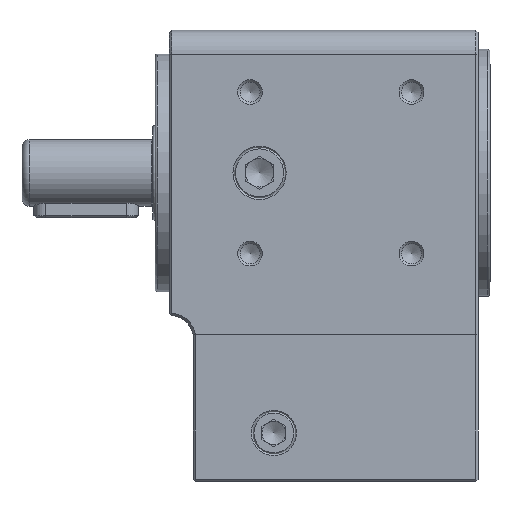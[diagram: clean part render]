
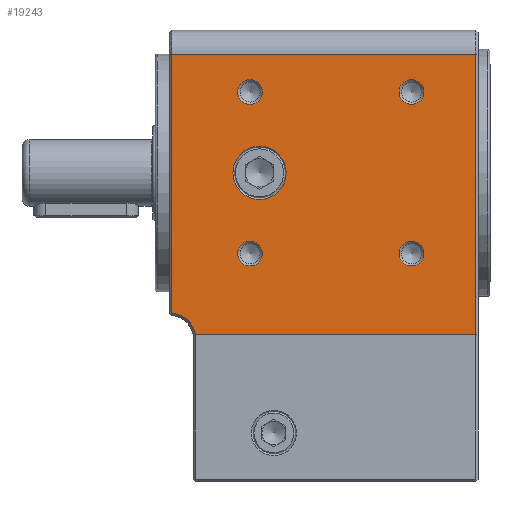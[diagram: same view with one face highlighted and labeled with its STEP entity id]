
A CAD part, left-side view. The second image highlights one B-rep face of the part: STEP entity #19243.
In plain terms, the highlighted planar face has unit normal (-1, 0, 0).
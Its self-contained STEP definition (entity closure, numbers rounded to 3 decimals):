
#26 = AXIS2_PLACEMENT_3D ( 'NONE', #7386, #7374, #7334 ) ;
#78 = AXIS2_PLACEMENT_3D ( 'NONE', #27873, #27869, #27840 ) ;
#3044 = DIRECTION ( 'NONE',  ( 0., -1., 0. ) ) ;
#3067 = CARTESIAN_POINT ( 'NONE',  ( -30., 60., -34. ) ) ;
#3078 = LINE ( 'NONE', #3067, #28373 ) ;
#3194 = ORIENTED_EDGE ( 'NONE', *, *, #17606, .T. ) ;
#3280 = ORIENTED_EDGE ( 'NONE', *, *, #16246, .T. ) ;
#3840 = AXIS2_PLACEMENT_3D ( 'NONE', #13398, #13389, #13379 ) ;
#4069 = ORIENTED_EDGE ( 'NONE', *, *, #29487, .T. ) ;
#4421 = AXIS2_PLACEMENT_3D ( 'NONE', #27769, #27750, #27715 ) ;
#4841 = CIRCLE ( 'NONE', #22528, 2.6 ) ;
#4878 = DIRECTION ( 'NONE',  ( 0., -1., 0. ) ) ;
#4912 = CARTESIAN_POINT ( 'NONE',  ( -30., 60., 25. ) ) ;
#4991 = LINE ( 'NONE', #4912, #6948 ) ;
#5300 = EDGE_LOOP ( 'NONE', ( #6057 ) ) ;
#5307 = AXIS2_PLACEMENT_3D ( 'NONE', #30952, #30936, #30901 ) ;
#5396 = EDGE_CURVE ( 'NONE', #13576, #13576, #13814, .T. ) ;
#5529 = ORIENTED_EDGE ( 'NONE', *, *, #5396, .T. ) ;
#5677 = ORIENTED_EDGE ( 'NONE', *, *, #17199, .T. ) ;
#5948 = CIRCLE ( 'NONE', #23703, 5.6 ) ;
#6057 = ORIENTED_EDGE ( 'NONE', *, *, #14514, .T. ) ;
#6948 = VECTOR ( 'NONE', #4878, 1000. ) ;
#6956 = CARTESIAN_POINT ( 'NONE',  ( -30., 59.491, -34. ) ) ;
#7057 = CARTESIAN_POINT ( 'NONE',  ( -30., 64.5, 25. ) ) ;
#7334 = DIRECTION ( 'NONE',  ( 0., 0., -1. ) ) ;
#7374 = DIRECTION ( 'NONE',  ( 1., 0., 0. ) ) ;
#7386 = CARTESIAN_POINT ( 'NONE',  ( -30., 48., -17. ) ) ;
#7497 = CARTESIAN_POINT ( 'NONE',  ( -30., 14., -19.6 ) ) ;
#7529 = VERTEX_POINT ( 'NONE', #7497 ) ;
#7643 = ORIENTED_EDGE ( 'NONE', *, *, #17290, .T. ) ;
#7721 = CARTESIAN_POINT ( 'NONE',  ( -30., 48., 14.4 ) ) ;
#7724 = VERTEX_POINT ( 'NONE', #7721 ) ;
#8722 = CARTESIAN_POINT ( 'NONE',  ( -30., 46., -5.6 ) ) ;
#8771 = VERTEX_POINT ( 'NONE', #8722 ) ;
#9466 = DIRECTION ( 'NONE',  ( 0., 0., 1. ) ) ;
#9473 = CARTESIAN_POINT ( 'NONE',  ( -30., 0.5, 25. ) ) ;
#9482 = LINE ( 'NONE', #9473, #27591 ) ;
#9872 = VECTOR ( 'NONE', #17177, 1000. ) ;
#9894 = CARTESIAN_POINT ( 'NONE',  ( -30., 48., -19.6 ) ) ;
#9928 = VERTEX_POINT ( 'NONE', #9894 ) ;
#10204 = ORIENTED_EDGE ( 'NONE', *, *, #20658, .T. ) ;
#11630 = EDGE_LOOP ( 'NONE', ( #5529 ) ) ;
#11716 = ORIENTED_EDGE ( 'NONE', *, *, #11946, .T. ) ;
#11946 = EDGE_CURVE ( 'NONE', #9928, #9928, #13750, .T. ) ;
#12858 = ORIENTED_EDGE ( 'NONE', *, *, #15689, .F. ) ;
#13379 = DIRECTION ( 'NONE',  ( 0., 0., -1. ) ) ;
#13389 = DIRECTION ( 'NONE',  ( 1., 0., 0. ) ) ;
#13398 = CARTESIAN_POINT ( 'NONE',  ( -30., 14., -17. ) ) ;
#13571 = CARTESIAN_POINT ( 'NONE',  ( -30., 14., 14.4 ) ) ;
#13576 = VERTEX_POINT ( 'NONE', #13571 ) ;
#13750 = CIRCLE ( 'NONE', #26, 2.6 ) ;
#13814 = CIRCLE ( 'NONE', #78, 2.6 ) ;
#14022 = VERTEX_POINT ( 'NONE', #29747 ) ;
#14089 = VERTEX_POINT ( 'NONE', #29208 ) ;
#14514 = EDGE_CURVE ( 'NONE', #8771, #8771, #5948, .T. ) ;
#15553 = VERTEX_POINT ( 'NONE', #6956 ) ;
#15689 = EDGE_CURVE ( 'NONE', #18656, #14022, #4991, .T. ) ;
#16246 = EDGE_CURVE ( 'NONE', #23818, #15553, #18904, .T. ) ;
#17177 = DIRECTION ( 'NONE',  ( 0., 0., -1. ) ) ;
#17185 = CARTESIAN_POINT ( 'NONE',  ( -30., 64.5, -30. ) ) ;
#17199 = EDGE_CURVE ( 'NONE', #7724, #7724, #4841, .T. ) ;
#17209 = LINE ( 'NONE', #17185, #9872 ) ;
#17290 = EDGE_CURVE ( 'NONE', #18656, #23818, #17209, .T. ) ;
#17519 = CIRCLE ( 'NONE', #3840, 2.6 ) ;
#17606 = EDGE_CURVE ( 'NONE', #7529, #7529, #17519, .T. ) ;
#18656 = VERTEX_POINT ( 'NONE', #7057 ) ;
#18874 = DIRECTION ( 'NONE',  ( 0., 0., -1. ) ) ;
#18901 = DIRECTION ( 'NONE',  ( 1., 0., 0. ) ) ;
#18904 = CIRCLE ( 'NONE', #5307, 5.5 ) ;
#18948 = CARTESIAN_POINT ( 'NONE',  ( -30., 48., 17. ) ) ;
#19243 = ADVANCED_FACE ( 'NONE', ( #27946, #27931, #27861, #27852, #27829, #27818 ), #27786, .F. ) ;
#19257 = CARTESIAN_POINT ( 'NONE',  ( -30., 64.5, -29.514 ) ) ;
#20658 = EDGE_CURVE ( 'NONE', #15553, #14089, #3078, .T. ) ;
#21919 = EDGE_LOOP ( 'NONE', ( #3194 ) ) ;
#22045 = EDGE_LOOP ( 'NONE', ( #11716 ) ) ;
#22160 = EDGE_LOOP ( 'NONE', ( #10204, #4069, #12858, #7643, #3280 ) ) ;
#22528 = AXIS2_PLACEMENT_3D ( 'NONE', #18948, #18901, #18874 ) ;
#23471 = EDGE_LOOP ( 'NONE', ( #5677 ) ) ;
#23703 = AXIS2_PLACEMENT_3D ( 'NONE', #25193, #25182, #25174 ) ;
#23818 = VERTEX_POINT ( 'NONE', #19257 ) ;
#25174 = DIRECTION ( 'NONE',  ( 0., 0., -1. ) ) ;
#25182 = DIRECTION ( 'NONE',  ( 1., 0., 0. ) ) ;
#25193 = CARTESIAN_POINT ( 'NONE',  ( -30., 46., 0. ) ) ;
#27591 = VECTOR ( 'NONE', #9466, 1000. ) ;
#27715 = DIRECTION ( 'NONE',  ( 0., 0., -1. ) ) ;
#27750 = DIRECTION ( 'NONE',  ( 1., 0., 0. ) ) ;
#27769 = CARTESIAN_POINT ( 'NONE',  ( -30., 60., 25. ) ) ;
#27786 = PLANE ( 'NONE',  #4421 ) ;
#27818 = FACE_OUTER_BOUND ( 'NONE', #22160, .T. ) ;
#27829 = FACE_BOUND ( 'NONE', #23471, .T. ) ;
#27840 = DIRECTION ( 'NONE',  ( 0., 0., -1. ) ) ;
#27852 = FACE_BOUND ( 'NONE', #22045, .T. ) ;
#27861 = FACE_BOUND ( 'NONE', #21919, .T. ) ;
#27869 = DIRECTION ( 'NONE',  ( 1., 0., 0. ) ) ;
#27873 = CARTESIAN_POINT ( 'NONE',  ( -30., 14., 17. ) ) ;
#27931 = FACE_BOUND ( 'NONE', #11630, .T. ) ;
#27946 = FACE_BOUND ( 'NONE', #5300, .T. ) ;
#28373 = VECTOR ( 'NONE', #3044, 1000. ) ;
#29208 = CARTESIAN_POINT ( 'NONE',  ( -30., 0.5, -34. ) ) ;
#29487 = EDGE_CURVE ( 'NONE', #14089, #14022, #9482, .T. ) ;
#29747 = CARTESIAN_POINT ( 'NONE',  ( -30., 0.5, 25. ) ) ;
#30901 = DIRECTION ( 'NONE',  ( 0., 0., -1. ) ) ;
#30936 = DIRECTION ( 'NONE',  ( 1., 0., 0. ) ) ;
#30952 = CARTESIAN_POINT ( 'NONE',  ( -30., 64.899, -35. ) ) ;
